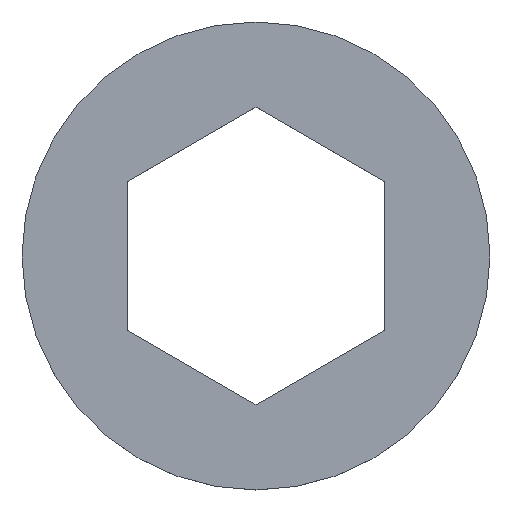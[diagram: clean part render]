
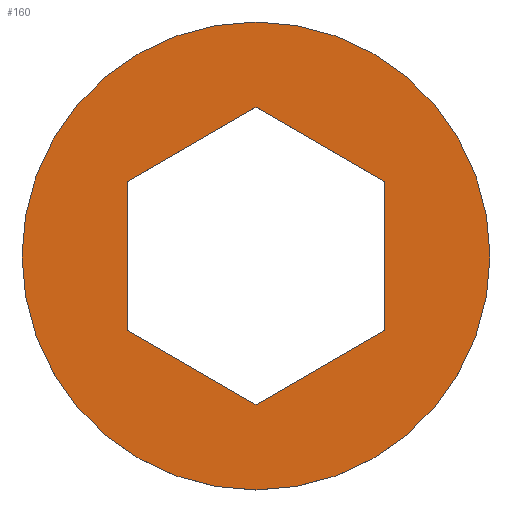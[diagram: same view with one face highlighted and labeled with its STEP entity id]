
A CAD part, top view. The second image highlights one B-rep face of the part: STEP entity #160.
In plain terms, the highlighted planar face has unit normal (0, 0, 1).
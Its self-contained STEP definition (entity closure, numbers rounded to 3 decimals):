
#2 = VECTOR ( 'NONE', #33, 1000. ) ;
#4 = DIRECTION ( 'NONE',  ( 1., 0., 0. ) ) ;
#5 = DIRECTION ( 'NONE',  ( 0., 1., 0. ) ) ;
#7 = LINE ( 'NONE', #180, #281 ) ;
#9 = EDGE_CURVE ( 'NONE', #57, #163, #242, .T. ) ;
#22 = AXIS2_PLACEMENT_3D ( 'NONE', #265, #354, #4 ) ;
#33 = DIRECTION ( 'NONE',  ( 0.866, -0.5, 0. ) ) ;
#43 = ORIENTED_EDGE ( 'NONE', *, *, #225, .F. ) ;
#51 = VECTOR ( 'NONE', #5, 1000. ) ;
#52 = ORIENTED_EDGE ( 'NONE', *, *, #109, .F. ) ;
#56 = VERTEX_POINT ( 'NONE', #292 ) ;
#57 = VERTEX_POINT ( 'NONE', #372 ) ;
#61 = DIRECTION ( 'NONE',  ( 0.866, 0.5, 0. ) ) ;
#63 = CARTESIAN_POINT ( 'NONE',  ( -25.05, -14.463, 4. ) ) ;
#75 = VECTOR ( 'NONE', #325, 1000. ) ;
#83 = ORIENTED_EDGE ( 'NONE', *, *, #9, .F. ) ;
#88 = AXIS2_PLACEMENT_3D ( 'NONE', #303, #334, #168 ) ;
#89 = ORIENTED_EDGE ( 'NONE', *, *, #346, .T. ) ;
#102 = CARTESIAN_POINT ( 'NONE',  ( 45.5, 0., 4. ) ) ;
#103 = EDGE_CURVE ( 'NONE', #223, #56, #235, .T. ) ;
#109 = EDGE_CURVE ( 'NONE', #163, #344, #7, .T. ) ;
#118 = LINE ( 'NONE', #268, #284 ) ;
#125 = CARTESIAN_POINT ( 'NONE',  ( 0., 28.925, 4. ) ) ;
#127 = FACE_BOUND ( 'NONE', #133, .T. ) ;
#128 = CARTESIAN_POINT ( 'NONE',  ( 0., -28.925, 4. ) ) ;
#133 = EDGE_LOOP ( 'NONE', ( #262, #43, #190, #52, #83, #369 ) ) ;
#153 = CARTESIAN_POINT ( 'NONE',  ( 25.05, 14.463, 4. ) ) ;
#155 = CIRCLE ( 'NONE', #88, 45.5 ) ;
#160 = ADVANCED_FACE ( 'NONE', ( #162, #127 ), #330, .T. ) ;
#162 = FACE_OUTER_BOUND ( 'NONE', #333, .T. ) ;
#163 = VERTEX_POINT ( 'NONE', #128 ) ;
#165 = EDGE_CURVE ( 'NONE', #56, #57, #266, .T. ) ;
#166 = CARTESIAN_POINT ( 'NONE',  ( 25.05, -14.463, 4. ) ) ;
#168 = DIRECTION ( 'NONE',  ( 1., 0., 0. ) ) ;
#180 = CARTESIAN_POINT ( 'NONE',  ( 0., -28.925, 4. ) ) ;
#184 = DIRECTION ( 'NONE',  ( 0., -1., 0. ) ) ;
#186 = CARTESIAN_POINT ( 'NONE',  ( -25.05, 14.463, 4. ) ) ;
#189 = EDGE_CURVE ( 'NONE', #366, #316, #200, .T. ) ;
#190 = ORIENTED_EDGE ( 'NONE', *, *, #215, .F. ) ;
#200 = CIRCLE ( 'NONE', #22, 45.5 ) ;
#213 = CARTESIAN_POINT ( 'NONE',  ( 0., 28.925, 4. ) ) ;
#215 = EDGE_CURVE ( 'NONE', #344, #324, #337, .T. ) ;
#223 = VERTEX_POINT ( 'NONE', #213 ) ;
#225 = EDGE_CURVE ( 'NONE', #324, #223, #118, .T. ) ;
#235 = LINE ( 'NONE', #125, #75 ) ;
#242 = LINE ( 'NONE', #63, #2 ) ;
#243 = DIRECTION ( 'NONE',  ( 0., 0., 1. ) ) ;
#260 = AXIS2_PLACEMENT_3D ( 'NONE', #297, #243, #357 ) ;
#262 = ORIENTED_EDGE ( 'NONE', *, *, #103, .F. ) ;
#265 = CARTESIAN_POINT ( 'NONE',  ( 0., 0., 4. ) ) ;
#266 = LINE ( 'NONE', #186, #278 ) ;
#268 = CARTESIAN_POINT ( 'NONE',  ( 25.05, 14.463, 4. ) ) ;
#269 = CARTESIAN_POINT ( 'NONE',  ( 25.05, -14.463, 4. ) ) ;
#278 = VECTOR ( 'NONE', #184, 1000. ) ;
#281 = VECTOR ( 'NONE', #61, 1000. ) ;
#284 = VECTOR ( 'NONE', #355, 1000. ) ;
#292 = CARTESIAN_POINT ( 'NONE',  ( -25.05, 14.463, 4. ) ) ;
#297 = CARTESIAN_POINT ( 'NONE',  ( 0., 0., 4. ) ) ;
#303 = CARTESIAN_POINT ( 'NONE',  ( 0., 0., 4. ) ) ;
#316 = VERTEX_POINT ( 'NONE', #102 ) ;
#319 = ORIENTED_EDGE ( 'NONE', *, *, #189, .T. ) ;
#324 = VERTEX_POINT ( 'NONE', #153 ) ;
#325 = DIRECTION ( 'NONE',  ( -0.866, -0.5, 0. ) ) ;
#330 = PLANE ( 'NONE',  #260 ) ;
#332 = CARTESIAN_POINT ( 'NONE',  ( -45.5, 0., 4. ) ) ;
#333 = EDGE_LOOP ( 'NONE', ( #319, #89 ) ) ;
#334 = DIRECTION ( 'NONE',  ( 0., 0., 1. ) ) ;
#337 = LINE ( 'NONE', #269, #51 ) ;
#344 = VERTEX_POINT ( 'NONE', #166 ) ;
#346 = EDGE_CURVE ( 'NONE', #316, #366, #155, .T. ) ;
#354 = DIRECTION ( 'NONE',  ( 0., 0., 1. ) ) ;
#355 = DIRECTION ( 'NONE',  ( -0.866, 0.5, 0. ) ) ;
#357 = DIRECTION ( 'NONE',  ( 1., 0., 0. ) ) ;
#366 = VERTEX_POINT ( 'NONE', #332 ) ;
#369 = ORIENTED_EDGE ( 'NONE', *, *, #165, .F. ) ;
#372 = CARTESIAN_POINT ( 'NONE',  ( -25.05, -14.463, 4. ) ) ;
